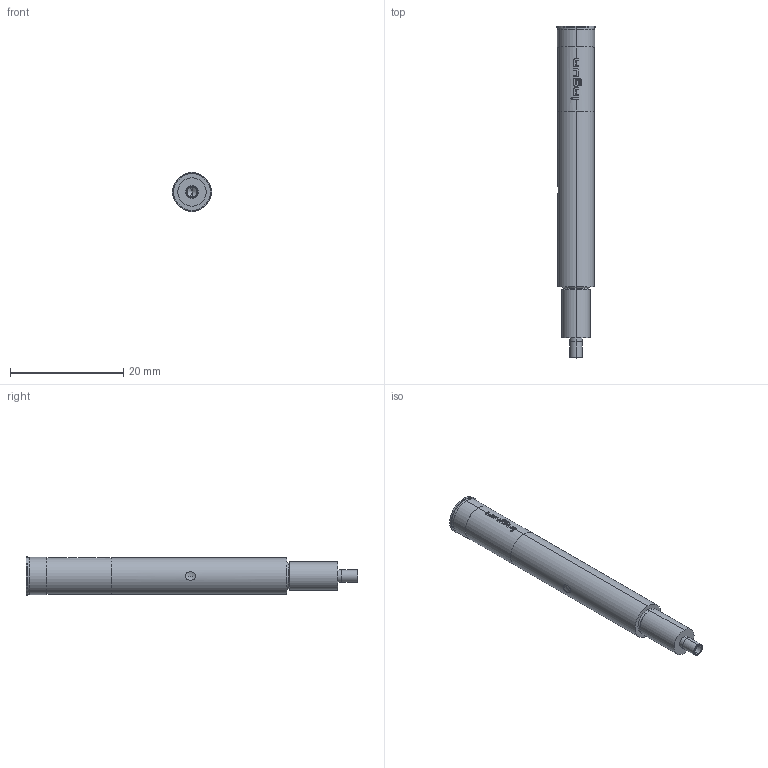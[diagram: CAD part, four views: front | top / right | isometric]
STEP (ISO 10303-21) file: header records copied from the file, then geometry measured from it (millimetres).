
FILE_DESCRIPTION (( 'STEP AP203' ), '1' );
FILE_NAME ('INGUN_KS-624_M5_M5-RF-S.STEP', '2022-02-09T09:36:21', ( 'ochi' ), ( '' ), 'SwSTEP 2.0', 'SolidWorks 2018', '' );
FILE_SCHEMA (( 'CONFIG_CONTROL_DESIGN' ));
Length unit declared in the file: millimetre
Products named in the file (1): INGUN_KS-624_M5_M5-RF-S
Bounding box: 6.9 x 58.55 x 6.9 mm (x, y, z)
Volume: 1700.5 mm3; surface area: 1191.7 mm2
Topology: 1 solids, 1 shells, 108 faces, 285 edges, 186 vertices
Faces by surface type: plane 48, cylinder 28, bspline 22, torus 4, cone 4, sphere 2
Entity records: 3742 total; most frequent: CARTESIAN_POINT 1138, ORIENTED_EDGE 566, DIRECTION 473, EDGE_CURVE 283, AXIS2_PLACEMENT_3D 191, VERTEX_POINT 186, EDGE_LOOP 117, FACE_OUTER_BOUND 108
